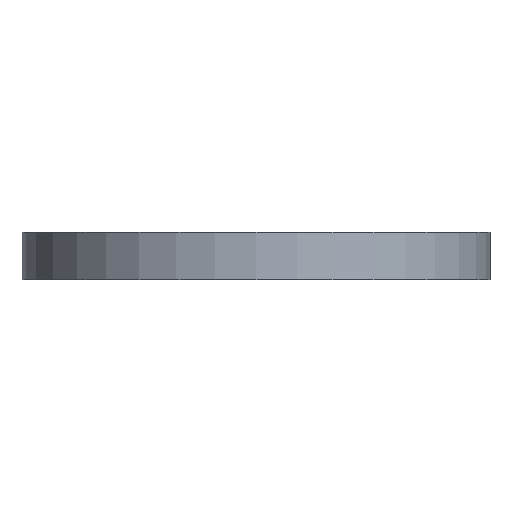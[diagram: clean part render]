
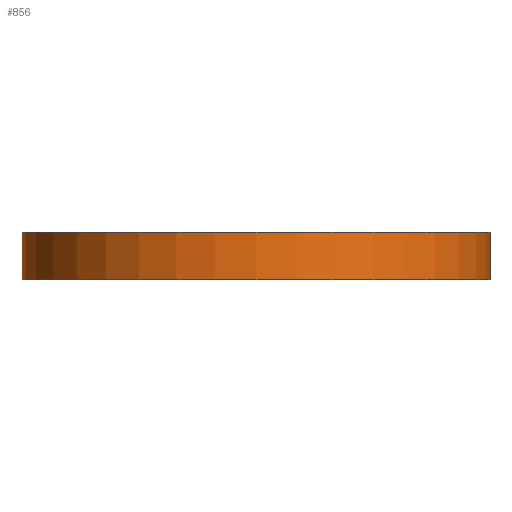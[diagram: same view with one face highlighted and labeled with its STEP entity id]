
A CAD part, front view. The second image highlights one B-rep face of the part: STEP entity #856.
In plain terms, the highlighted cylindrical face has radius 49 mm (diameter 98 mm), a partial arc.
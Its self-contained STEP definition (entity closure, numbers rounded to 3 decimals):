
#72 = ORIENTED_EDGE ( 'NONE', *, *, #1071, .F. ) ;
#80 = DIRECTION ( 'NONE',  ( 0., 0., 1. ) ) ;
#214 = DIRECTION ( 'NONE',  ( 0., 0., 1. ) ) ;
#239 = CARTESIAN_POINT ( 'NONE',  ( 49., 0., 10. ) ) ;
#246 = CIRCLE ( 'NONE', #974, 49. ) ;
#319 = CARTESIAN_POINT ( 'NONE',  ( 0., 0., 10. ) ) ;
#331 = CARTESIAN_POINT ( 'NONE',  ( -49., 0., 0. ) ) ;
#356 = VECTOR ( 'NONE', #1129, 1000. ) ;
#365 = EDGE_CURVE ( 'NONE', #1141, #969, #563, .T. ) ;
#430 = VERTEX_POINT ( 'NONE', #789 ) ;
#506 = ORIENTED_EDGE ( 'NONE', *, *, #365, .T. ) ;
#520 = AXIS2_PLACEMENT_3D ( 'NONE', #1048, #214, #1178 ) ;
#531 = DIRECTION ( 'NONE',  ( 0., 0., -1. ) ) ;
#563 = LINE ( 'NONE', #1255, #984 ) ;
#571 = CARTESIAN_POINT ( 'NONE',  ( 0., 0., 10. ) ) ;
#622 = ORIENTED_EDGE ( 'NONE', *, *, #875, .F. ) ;
#670 = DIRECTION ( 'NONE',  ( 1., 0., 0. ) ) ;
#695 = CIRCLE ( 'NONE', #520, 49. ) ;
#728 = DIRECTION ( 'NONE',  ( -1., 0., 0. ) ) ;
#739 = LINE ( 'NONE', #239, #356 ) ;
#789 = CARTESIAN_POINT ( 'NONE',  ( 49., 0., 10. ) ) ;
#851 = DIRECTION ( 'NONE',  ( 0., 0., -1. ) ) ;
#856 = ADVANCED_FACE ( 'NONE', ( #1228 ), #932, .T. ) ;
#875 = EDGE_CURVE ( 'NONE', #430, #1011, #739, .T. ) ;
#932 = CYLINDRICAL_SURFACE ( 'NONE', #1184, 49. ) ;
#937 = CARTESIAN_POINT ( 'NONE',  ( 49., 0., 0. ) ) ;
#969 = VERTEX_POINT ( 'NONE', #331 ) ;
#974 = AXIS2_PLACEMENT_3D ( 'NONE', #571, #80, #670 ) ;
#984 = VECTOR ( 'NONE', #851, 1000. ) ;
#1011 = VERTEX_POINT ( 'NONE', #937 ) ;
#1048 = CARTESIAN_POINT ( 'NONE',  ( 0., 0., 0. ) ) ;
#1071 = EDGE_CURVE ( 'NONE', #1141, #430, #246, .T. ) ;
#1129 = DIRECTION ( 'NONE',  ( 0., 0., -1. ) ) ;
#1141 = VERTEX_POINT ( 'NONE', #1254 ) ;
#1154 = EDGE_LOOP ( 'NONE', ( #622, #72, #506, #1193 ) ) ;
#1178 = DIRECTION ( 'NONE',  ( 1., 0., 0. ) ) ;
#1184 = AXIS2_PLACEMENT_3D ( 'NONE', #319, #531, #728 ) ;
#1193 = ORIENTED_EDGE ( 'NONE', *, *, #1246, .T. ) ;
#1228 = FACE_OUTER_BOUND ( 'NONE', #1154, .T. ) ;
#1246 = EDGE_CURVE ( 'NONE', #969, #1011, #695, .T. ) ;
#1254 = CARTESIAN_POINT ( 'NONE',  ( -49., 0., 10. ) ) ;
#1255 = CARTESIAN_POINT ( 'NONE',  ( -49., 0., 10. ) ) ;
